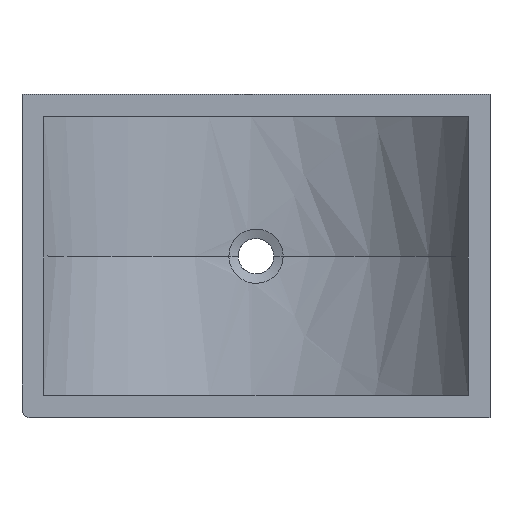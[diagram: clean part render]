
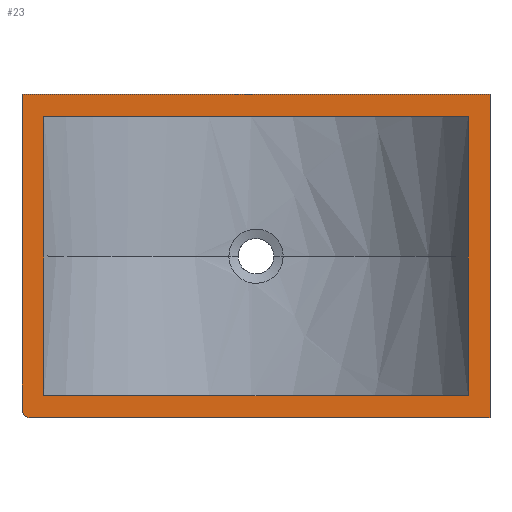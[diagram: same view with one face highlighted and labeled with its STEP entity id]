
A CAD part, top view. The second image highlights one B-rep face of the part: STEP entity #23.
In plain terms, the highlighted planar face has unit normal (0, 0, 1).
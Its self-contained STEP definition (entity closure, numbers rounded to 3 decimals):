
#15=FACE_BOUND('',#120,.T.);
#23=ADVANCED_FACE('',(#71,#15),#702,.T.);
#71=FACE_OUTER_BOUND('',#119,.T.);
#119=EDGE_LOOP('',(#197,#198,#199,#200,#201));
#120=EDGE_LOOP('',(#202,#203,#204,#205,#206,#207));
#197=ORIENTED_EDGE('',*,*,#419,.F.);
#198=ORIENTED_EDGE('',*,*,#391,.T.);
#199=ORIENTED_EDGE('',*,*,#421,.F.);
#200=ORIENTED_EDGE('',*,*,#422,.T.);
#201=ORIENTED_EDGE('',*,*,#423,.T.);
#202=ORIENTED_EDGE('',*,*,#424,.F.);
#203=ORIENTED_EDGE('',*,*,#425,.T.);
#204=ORIENTED_EDGE('',*,*,#426,.T.);
#205=ORIENTED_EDGE('',*,*,#427,.F.);
#206=ORIENTED_EDGE('',*,*,#428,.F.);
#207=ORIENTED_EDGE('',*,*,#429,.T.);
#391=EDGE_CURVE('',#614,#617,#500,.T.);
#419=EDGE_CURVE('',#614,#644,#549,.T.);
#421=EDGE_CURVE('',#645,#617,#551,.T.);
#422=EDGE_CURVE('',#645,#646,#552,.T.);
#423=EDGE_CURVE('',#646,#644,#553,.T.);
#424=EDGE_CURVE('',#647,#648,#554,.T.);
#425=EDGE_CURVE('',#647,#649,#555,.T.);
#426=EDGE_CURVE('',#649,#650,#556,.T.);
#427=EDGE_CURVE('',#651,#650,#557,.T.);
#428=EDGE_CURVE('',#652,#651,#558,.T.);
#429=EDGE_CURVE('',#652,#648,#559,.T.);
#500=(
BOUNDED_CURVE()
B_SPLINE_CURVE(2,(#3648,#3649,#3650),.UNSPECIFIED.,.F.,.F.)
B_SPLINE_CURVE_WITH_KNOTS((3,3),(0.,15.708),.UNSPECIFIED.)
CURVE()
GEOMETRIC_REPRESENTATION_ITEM()
RATIONAL_B_SPLINE_CURVE((1.,0.707,1.))
REPRESENTATION_ITEM('')
);
#549=B_SPLINE_CURVE_WITH_KNOTS('',1,(#3770,#3771),.UNSPECIFIED.,.F.,.F.,
(2,2),(0.,360.),.UNSPECIFIED.);
#551=B_SPLINE_CURVE_WITH_KNOTS('',1,(#3774,#3775),.UNSPECIFIED.,.F.,.F.,
(2,2),(0.,525.),.UNSPECIFIED.);
#552=B_SPLINE_CURVE_WITH_KNOTS('',1,(#3776,#3777),.UNSPECIFIED.,.F.,.F.,
(2,2),(0.,370.),.UNSPECIFIED.);
#553=B_SPLINE_CURVE_WITH_KNOTS('',1,(#3778,#3779),.UNSPECIFIED.,.F.,.F.,
(2,2),(0.,535.),.UNSPECIFIED.);
#554=B_SPLINE_CURVE_WITH_KNOTS('',1,(#3780,#3781),.UNSPECIFIED.,.F.,.F.,
(2,2),(0.,160.),.UNSPECIFIED.);
#555=B_SPLINE_CURVE_WITH_KNOTS('',1,(#3782,#3783),.UNSPECIFIED.,.F.,.F.,
(2,2),(0.,485.),.UNSPECIFIED.);
#556=B_SPLINE_CURVE_WITH_KNOTS('',1,(#3784,#3785),.UNSPECIFIED.,.F.,.F.,
(2,2),(0.,160.),.UNSPECIFIED.);
#557=B_SPLINE_CURVE_WITH_KNOTS('',1,(#3786,#3787),.UNSPECIFIED.,.F.,.F.,
(2,2),(0.,160.),.UNSPECIFIED.);
#558=B_SPLINE_CURVE_WITH_KNOTS('',1,(#3788,#3789),.UNSPECIFIED.,.F.,.F.,
(2,2),(0.,485.),.UNSPECIFIED.);
#559=B_SPLINE_CURVE_WITH_KNOTS('',1,(#3790,#3791),.UNSPECIFIED.,.F.,.F.,
(2,2),(0.,160.),.UNSPECIFIED.);
#614=VERTEX_POINT('',#3559);
#617=VERTEX_POINT('',#3562);
#644=VERTEX_POINT('',#3589);
#645=VERTEX_POINT('',#3590);
#646=VERTEX_POINT('',#3591);
#647=VERTEX_POINT('',#3592);
#648=VERTEX_POINT('',#3593);
#649=VERTEX_POINT('',#3594);
#650=VERTEX_POINT('',#3595);
#651=VERTEX_POINT('',#3596);
#652=VERTEX_POINT('',#3597);
#702=PLANE('',#752);
#752=AXIS2_PLACEMENT_3D('',#844,#768,$);
#768=DIRECTION('',(0.,0.,1.));
#844=CARTESIAN_POINT('',(-294.25,-203.5,156.));
#3559=CARTESIAN_POINT('',(-267.5,-175.,156.));
#3562=CARTESIAN_POINT('',(-257.5,-185.,156.));
#3589=CARTESIAN_POINT('',(-267.5,185.,156.));
#3590=CARTESIAN_POINT('',(267.5,-185.,156.));
#3591=CARTESIAN_POINT('',(267.5,185.,156.));
#3592=CARTESIAN_POINT('',(242.5,-160.,156.));
#3593=CARTESIAN_POINT('',(242.5,0.,156.));
#3594=CARTESIAN_POINT('',(-242.5,-160.,156.));
#3595=CARTESIAN_POINT('',(-242.5,0.,156.));
#3596=CARTESIAN_POINT('',(-242.5,160.,156.));
#3597=CARTESIAN_POINT('',(242.5,160.,156.));
#3648=CARTESIAN_POINT('',(-267.5,-175.,156.));
#3649=CARTESIAN_POINT('',(-267.5,-185.,156.));
#3650=CARTESIAN_POINT('',(-257.5,-185.,156.));
#3770=CARTESIAN_POINT('',(-267.5,-175.,156.));
#3771=CARTESIAN_POINT('',(-267.5,185.,156.));
#3774=CARTESIAN_POINT('',(267.5,-185.,156.));
#3775=CARTESIAN_POINT('',(-257.5,-185.,156.));
#3776=CARTESIAN_POINT('',(267.5,-185.,156.));
#3777=CARTESIAN_POINT('',(267.5,185.,156.));
#3778=CARTESIAN_POINT('',(267.5,185.,156.));
#3779=CARTESIAN_POINT('',(-267.5,185.,156.));
#3780=CARTESIAN_POINT('',(242.5,-160.,156.));
#3781=CARTESIAN_POINT('',(242.5,0.,156.));
#3782=CARTESIAN_POINT('',(242.5,-160.,156.));
#3783=CARTESIAN_POINT('',(-242.5,-160.,156.));
#3784=CARTESIAN_POINT('',(-242.5,-160.,156.));
#3785=CARTESIAN_POINT('',(-242.5,0.,156.));
#3786=CARTESIAN_POINT('',(-242.5,160.,156.));
#3787=CARTESIAN_POINT('',(-242.5,0.,156.));
#3788=CARTESIAN_POINT('',(242.5,160.,156.));
#3789=CARTESIAN_POINT('',(-242.5,160.,156.));
#3790=CARTESIAN_POINT('',(242.5,160.,156.));
#3791=CARTESIAN_POINT('',(242.5,0.,156.));
